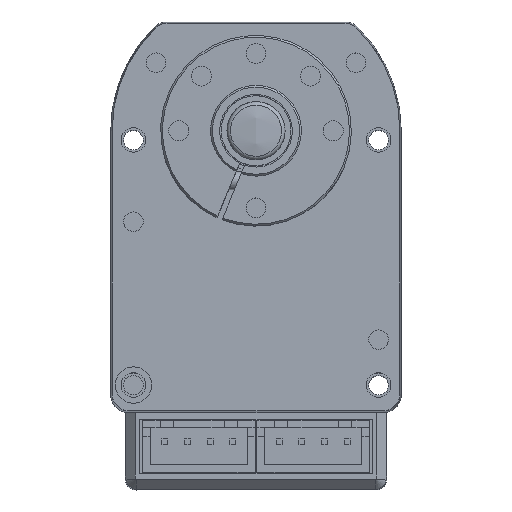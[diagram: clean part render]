
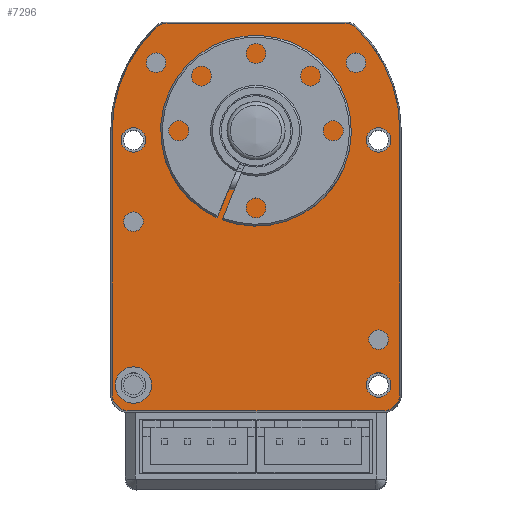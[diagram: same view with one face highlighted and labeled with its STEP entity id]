
A CAD part, top view. The second image highlights one B-rep face of the part: STEP entity #7296.
In plain terms, the highlighted face is planar.
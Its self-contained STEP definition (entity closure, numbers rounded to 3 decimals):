
#116=FACE_BOUND('',#1010,.T.);
#117=FACE_BOUND('',#1011,.T.);
#118=FACE_BOUND('',#1012,.T.);
#119=FACE_BOUND('',#1013,.T.);
#120=FACE_BOUND('',#1014,.T.);
#121=FACE_BOUND('',#1015,.T.);
#122=FACE_BOUND('',#1016,.T.);
#123=FACE_BOUND('',#1017,.T.);
#124=FACE_BOUND('',#1018,.T.);
#232=PLANE('',#7801);
#598=FACE_OUTER_BOUND('',#1009,.T.);
#1009=EDGE_LOOP('',(#5165,#5166,#5167,#5168,#5169,#5170,#5171,#5172,#5173,
#5174));
#1010=EDGE_LOOP('',(#5175));
#1011=EDGE_LOOP('',(#5176));
#1012=EDGE_LOOP('',(#5177));
#1013=EDGE_LOOP('',(#5178));
#1014=EDGE_LOOP('',(#5179));
#1015=EDGE_LOOP('',(#5180));
#1016=EDGE_LOOP('',(#5181));
#1017=EDGE_LOOP('',(#5182));
#1018=EDGE_LOOP('',(#5183));
#1505=LINE('',#10938,#2183);
#1510=LINE('',#10956,#2188);
#1514=LINE('',#10968,#2192);
#1518=LINE('',#10980,#2196);
#2183=VECTOR('',#8665,10.);
#2188=VECTOR('',#8684,10.);
#2192=VECTOR('',#8696,10.);
#2196=VECTOR('',#8708,10.);
#2847=CIRCLE('',#7735,2.);
#2864=CIRCLE('',#7766,1.075);
#2865=CIRCLE('',#7768,1.35);
#2866=CIRCLE('',#7770,1.075);
#2867=CIRCLE('',#7772,1.35);
#2868=CIRCLE('',#7774,1.35);
#2869=CIRCLE('',#7776,1.075);
#2870=CIRCLE('',#7778,1.075);
#2872=CIRCLE('',#7781,1.843);
#2874=CIRCLE('',#7785,1.843);
#2876=CIRCLE('',#7788,15.843);
#2878=CIRCLE('',#7792,1.843);
#2880=CIRCLE('',#7796,1.843);
#2882=CIRCLE('',#7800,15.843);
#2883=CIRCLE('',#7802,6.);
#3227=VERTEX_POINT('',#10844);
#3244=VERTEX_POINT('',#10898);
#3245=VERTEX_POINT('',#10902);
#3246=VERTEX_POINT('',#10906);
#3247=VERTEX_POINT('',#10910);
#3248=VERTEX_POINT('',#10914);
#3249=VERTEX_POINT('',#10918);
#3250=VERTEX_POINT('',#10922);
#3253=VERTEX_POINT('',#10929);
#3254=VERTEX_POINT('',#10931);
#3256=VERTEX_POINT('',#10937);
#3258=VERTEX_POINT('',#10943);
#3260=VERTEX_POINT('',#10949);
#3262=VERTEX_POINT('',#10955);
#3264=VERTEX_POINT('',#10961);
#3266=VERTEX_POINT('',#10967);
#3268=VERTEX_POINT('',#10973);
#3270=VERTEX_POINT('',#10979);
#3271=VERTEX_POINT('',#10986);
#3976=EDGE_CURVE('',#3227,#3227,#2847,.T.);
#3999=EDGE_CURVE('',#3244,#3244,#2864,.T.);
#4001=EDGE_CURVE('',#3245,#3245,#2865,.T.);
#4003=EDGE_CURVE('',#3246,#3246,#2866,.T.);
#4005=EDGE_CURVE('',#3247,#3247,#2867,.T.);
#4007=EDGE_CURVE('',#3248,#3248,#2868,.T.);
#4009=EDGE_CURVE('',#3249,#3249,#2869,.T.);
#4011=EDGE_CURVE('',#3250,#3250,#2870,.T.);
#4015=EDGE_CURVE('',#3254,#3253,#2872,.T.);
#4018=EDGE_CURVE('',#3256,#3254,#1505,.T.);
#4021=EDGE_CURVE('',#3258,#3256,#2874,.T.);
#4024=EDGE_CURVE('',#3260,#3258,#2876,.T.);
#4027=EDGE_CURVE('',#3262,#3260,#1510,.T.);
#4030=EDGE_CURVE('',#3264,#3262,#2878,.T.);
#4033=EDGE_CURVE('',#3266,#3264,#1514,.T.);
#4036=EDGE_CURVE('',#3268,#3266,#2880,.T.);
#4039=EDGE_CURVE('',#3270,#3268,#1518,.T.);
#4042=EDGE_CURVE('',#3253,#3270,#2882,.T.);
#4043=EDGE_CURVE('',#3271,#3271,#2883,.T.);
#5165=ORIENTED_EDGE('',*,*,#4042,.T.);
#5166=ORIENTED_EDGE('',*,*,#4039,.T.);
#5167=ORIENTED_EDGE('',*,*,#4036,.T.);
#5168=ORIENTED_EDGE('',*,*,#4033,.T.);
#5169=ORIENTED_EDGE('',*,*,#4030,.T.);
#5170=ORIENTED_EDGE('',*,*,#4027,.T.);
#5171=ORIENTED_EDGE('',*,*,#4024,.T.);
#5172=ORIENTED_EDGE('',*,*,#4021,.T.);
#5173=ORIENTED_EDGE('',*,*,#4018,.T.);
#5174=ORIENTED_EDGE('',*,*,#4015,.T.);
#5175=ORIENTED_EDGE('',*,*,#3976,.T.);
#5176=ORIENTED_EDGE('',*,*,#4011,.T.);
#5177=ORIENTED_EDGE('',*,*,#4009,.T.);
#5178=ORIENTED_EDGE('',*,*,#4007,.T.);
#5179=ORIENTED_EDGE('',*,*,#4005,.T.);
#5180=ORIENTED_EDGE('',*,*,#4003,.T.);
#5181=ORIENTED_EDGE('',*,*,#4043,.F.);
#5182=ORIENTED_EDGE('',*,*,#4001,.T.);
#5183=ORIENTED_EDGE('',*,*,#3999,.T.);
#7296=ADVANCED_FACE('',(#598,#116,#117,#118,#119,#120,#121,#122,#123,#124),
#232,.F.);
#7735=AXIS2_PLACEMENT_3D('',#10845,#8553,#8554);
#7766=AXIS2_PLACEMENT_3D('',#10899,#8621,#8622);
#7768=AXIS2_PLACEMENT_3D('',#10903,#8626,#8627);
#7770=AXIS2_PLACEMENT_3D('',#10907,#8631,#8632);
#7772=AXIS2_PLACEMENT_3D('',#10911,#8636,#8637);
#7774=AXIS2_PLACEMENT_3D('',#10915,#8641,#8642);
#7776=AXIS2_PLACEMENT_3D('',#10919,#8646,#8647);
#7778=AXIS2_PLACEMENT_3D('',#10923,#8651,#8652);
#7781=AXIS2_PLACEMENT_3D('',#10932,#8659,#8660);
#7785=AXIS2_PLACEMENT_3D('',#10944,#8671,#8672);
#7788=AXIS2_PLACEMENT_3D('',#10950,#8678,#8679);
#7792=AXIS2_PLACEMENT_3D('',#10962,#8690,#8691);
#7796=AXIS2_PLACEMENT_3D('',#10974,#8702,#8703);
#7800=AXIS2_PLACEMENT_3D('',#10984,#8714,#8715);
#7801=AXIS2_PLACEMENT_3D('',#10985,#8716,#8717);
#7802=AXIS2_PLACEMENT_3D('',#10987,#8718,#8719);
#8553=DIRECTION('center_axis',(0.,0.,
1.));
#8554=DIRECTION('ref_axis',(-1.,0.,0.));
#8621=DIRECTION('center_axis',(0.,0.,
1.));
#8622=DIRECTION('ref_axis',(-1.,0.,0.));
#8626=DIRECTION('center_axis',(0.,0.,
1.));
#8627=DIRECTION('ref_axis',(-1.,0.,0.));
#8631=DIRECTION('center_axis',(0.,0.,
1.));
#8632=DIRECTION('ref_axis',(-1.,0.,0.));
#8636=DIRECTION('center_axis',(0.,0.,
1.));
#8637=DIRECTION('ref_axis',(-1.,0.,0.));
#8641=DIRECTION('center_axis',(0.,0.,
1.));
#8642=DIRECTION('ref_axis',(-1.,0.,0.));
#8646=DIRECTION('center_axis',(0.,0.,
1.));
#8647=DIRECTION('ref_axis',(-1.,0.,0.));
#8651=DIRECTION('center_axis',(0.,0.,
1.));
#8652=DIRECTION('ref_axis',(-1.,0.,0.));
#8659=DIRECTION('center_axis',(0.,0.,
-1.));
#8660=DIRECTION('ref_axis',(-0.7,-0.714,0.));
#8665=DIRECTION('',(-1.,0.,0.));
#8671=DIRECTION('center_axis',(0.,0.,
-1.));
#8672=DIRECTION('ref_axis',(0.,-1.,0.));
#8678=DIRECTION('center_axis',(0.,0.,
-1.));
#8679=DIRECTION('ref_axis',(0.7,-0.714,0.));
#8684=DIRECTION('',(0.,-1.,0.));
#8690=DIRECTION('center_axis',(0.,0.,
-1.));
#8691=DIRECTION('ref_axis',(1.,0.,0.));
#8696=DIRECTION('',(1.,0.,0.));
#8702=DIRECTION('center_axis',(0.,0.,
-1.));
#8703=DIRECTION('ref_axis',(0.,1.,0.));
#8708=DIRECTION('',(0.,1.,0.));
#8714=DIRECTION('center_axis',(0.,0.,
-1.));
#8715=DIRECTION('ref_axis',(-1.,0.,0.));
#8716=DIRECTION('center_axis',(0.,0.,
1.));
#8717=DIRECTION('ref_axis',(-1.,0.,0.));
#8718=DIRECTION('center_axis',(0.,0.,
-1.));
#8719=DIRECTION('ref_axis',(-1.,0.,0.));
#10844=CARTESIAN_POINT('',(-11.5,8.249,7.252));
#10845=CARTESIAN_POINT('Origin',(-13.5,8.249,7.252));
#10898=CARTESIAN_POINT('',(14.575,3.249,7.252));
#10899=CARTESIAN_POINT('Origin',(13.5,3.249,7.252));
#10902=CARTESIAN_POINT('',(14.85,-18.751,7.252));
#10903=CARTESIAN_POINT('Origin',(13.5,-18.751,7.252));
#10906=CARTESIAN_POINT('',(-9.925,-27.251,7.252));
#10907=CARTESIAN_POINT('Origin',(-11.,-27.251,7.252));
#10910=CARTESIAN_POINT('',(14.85,8.249,7.252));
#10911=CARTESIAN_POINT('Origin',(13.5,8.249,7.252));
#10914=CARTESIAN_POINT('',(-12.15,-18.751,7.252));
#10915=CARTESIAN_POINT('Origin',(-13.5,-18.751,7.252));
#10918=CARTESIAN_POINT('',(12.075,-27.251,7.252));
#10919=CARTESIAN_POINT('Origin',(11.,-27.251,7.252));
#10922=CARTESIAN_POINT('',(-12.425,-9.748,7.252));
#10923=CARTESIAN_POINT('Origin',(-13.5,-9.748,7.252));
#10929=CARTESIAN_POINT('',(-11.088,-31.067,7.252));
#10931=CARTESIAN_POINT('',(-9.798,-31.594,7.252));
#10932=CARTESIAN_POINT('Origin',(-9.798,-29.751,7.252));
#10937=CARTESIAN_POINT('',(9.798,-31.594,7.252));
#10938=CARTESIAN_POINT('',(4.899,-31.594,7.252));
#10943=CARTESIAN_POINT('',(11.088,-31.067,7.252));
#10944=CARTESIAN_POINT('Origin',(9.798,-29.751,7.252));
#10949=CARTESIAN_POINT('',(15.843,-19.751,7.252));
#10950=CARTESIAN_POINT('Origin',(0.,-19.751,
7.252));
#10955=CARTESIAN_POINT('',(15.843,9.249,7.252));
#10956=CARTESIAN_POINT('',(15.843,-0.501,7.252));
#10961=CARTESIAN_POINT('',(14.,11.092,7.252));
#10962=CARTESIAN_POINT('Origin',(14.,9.249,7.252));
#10967=CARTESIAN_POINT('',(-14.,11.092,7.252));
#10968=CARTESIAN_POINT('',(-7.,11.092,7.252));
#10973=CARTESIAN_POINT('',(-15.843,9.249,7.252));
#10974=CARTESIAN_POINT('Origin',(-14.,9.249,7.252));
#10979=CARTESIAN_POINT('',(-15.843,-19.751,7.252));
#10980=CARTESIAN_POINT('',(-15.843,-15.001,7.252));
#10984=CARTESIAN_POINT('Origin',(0.,-19.751,
7.252));
#10985=CARTESIAN_POINT('Origin',(0.,-10.251,
7.252));
#10986=CARTESIAN_POINT('',(6.,-19.751,7.252));
#10987=CARTESIAN_POINT('Origin',(0.,-19.751,7.252));
